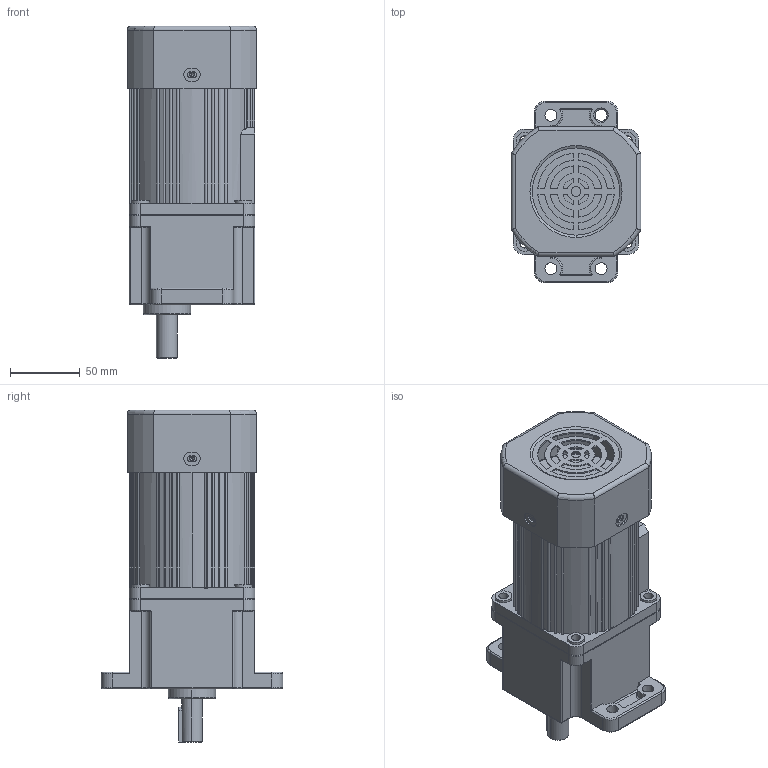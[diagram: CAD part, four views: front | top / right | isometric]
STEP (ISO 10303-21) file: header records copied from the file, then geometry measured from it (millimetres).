
FILE_DESCRIPTION (( 'STEP AP203' ), '1' );
FILE_NAME ('5IK60R+5GU3-750K.STEP', '2020-01-09T07:16:30', ( 'Sky123.Org' ), ( 'Sky123.Org' ), 'SwSTEP 2.0', 'SolidWorks 2014', '' );
FILE_SCHEMA (( 'CONFIG_CONTROL_DESIGN' ));
Length unit declared in the file: millimetre
Products named in the file (6): 5IK60A; 90酗瑞欶褲; 5IK60RA; 5GU3-750K; 5IK60R+5GU3-750K
Assembly tree (5 placements, depth 3):
  5IK60R+5GU3-750K
    5IK60RA
      5IK60A
      90酗瑞欶褲
    5GU3-750K
      5GU3-750K
Bounding box: 93 x 130 x 238 mm (x, y, z)
Volume: 1206992.1 mm3; surface area: 146180.1 mm2
Topology: 3 solids, 3 shells, 611 faces, 1579 edges, 983 vertices
Faces by surface type: cylinder 279, plane 176, torus 110, cone 34, sphere 8, bspline 4
Entity records: 20272 total; most frequent: CARTESIAN_POINT 4319, DIRECTION 3452, ORIENTED_EDGE 3118, EDGE_CURVE 1559, AXIS2_PLACEMENT_3D 1400, VERTEX_POINT 983, CIRCLE 783, EDGE_LOOP 702
